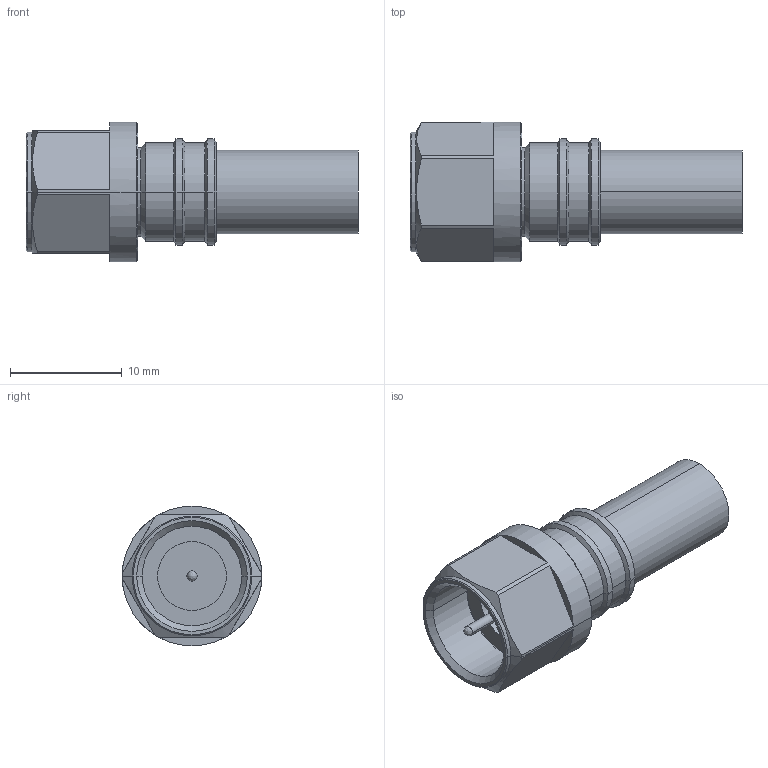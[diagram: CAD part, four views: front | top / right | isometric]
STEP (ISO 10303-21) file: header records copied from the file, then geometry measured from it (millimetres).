
FILE_DESCRIPTION (( 'STEP AP203' ), '1' );
FILE_NAME ('3190-6411(EZ-240-FM-75-X).STEP', '2020-08-26T06:06:30', ( '' ), ( '' ), 'SwSTEP 2.0', 'SolidWorks 2017', '' );
FILE_SCHEMA (( 'CONFIG_CONTROL_DESIGN' ));
Length unit declared in the file: millimetre
Products named in the file (1): 3190-6411(EZ-240-FM-75-X)
Bounding box: 29.7 x 12.5 x 12.5 mm (x, y, z)
Volume: 1434.4 mm3; surface area: 1865.6 mm2
Topology: 2 solids, 2 shells, 79 faces, 170 edges, 100 vertices
Faces by surface type: cylinder 28, cone 28, plane 22, bspline 1
Entity records: 2266 total; most frequent: CARTESIAN_POINT 453, DIRECTION 396, ORIENTED_EDGE 336, EDGE_CURVE 168, AXIS2_PLACEMENT_3D 167, VERTEX_POINT 100, CIRCLE 88, EDGE_LOOP 88
